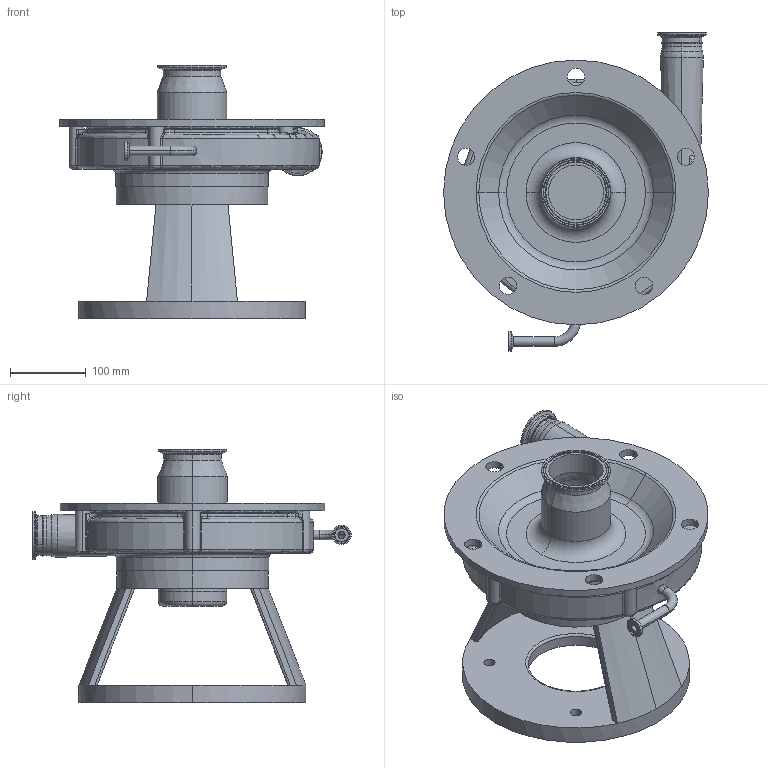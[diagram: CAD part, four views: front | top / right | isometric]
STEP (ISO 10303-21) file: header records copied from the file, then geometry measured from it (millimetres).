
FILE_DESCRIPTION (( 'STEP AP214' ), '1' );
FILE_NAME ('FPR 3451-3452 280TC VERT 1-2 IN ELBOW LEFT DRAIN.STEP', '2023-01-05T19:09:30', ( '' ), ( '' ), 'SwSTEP 2.0', 'SolidWorks 2021', '' );
FILE_SCHEMA (( 'AUTOMOTIVE_DESIGN' ));
Length unit declared in the file: millimetre
Products named in the file (1): FPR 3451-3452 280TC VERT 1-2 IN ELBOW LEFT DRAIN
Bounding box: 350 x 420.7 x 334.5 mm (x, y, z)
Volume: 6893839.4 mm3; surface area: 689893.6 mm2
Topology: 1 solids, 3 shells, 342 faces, 829 edges, 491 vertices
Faces by surface type: cylinder 120, torus 102, plane 45, bspline 41, cone 30, sphere 4
Entity records: 13428 total; most frequent: CARTESIAN_POINT 5487, DIRECTION 1754, ORIENTED_EDGE 1640, EDGE_CURVE 820, AXIS2_PLACEMENT_3D 788, VERTEX_POINT 491, CIRCLE 486, EDGE_LOOP 381
